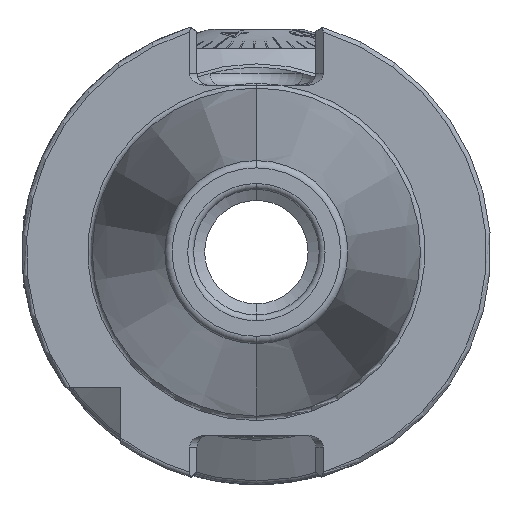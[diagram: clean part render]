
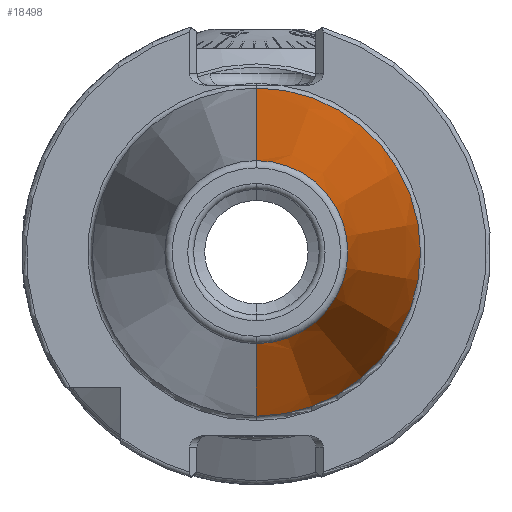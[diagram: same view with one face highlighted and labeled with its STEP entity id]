
A CAD part, left-side view. The second image highlights one B-rep face of the part: STEP entity #18498.
In plain terms, the highlighted conical face has half-angle 8.297 degrees and reference radius 22.225 mm.
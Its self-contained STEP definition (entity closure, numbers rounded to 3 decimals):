
#622 = CIRCLE ( 'NONE', #9263, 22.225 ) ;
#1576 = CARTESIAN_POINT ( 'NONE',  ( 0., 0., -22.225 ) ) ;
#2404 = CONICAL_SURFACE ( 'NONE', #23533, 22.225, 0.145 ) ;
#3352 = VERTEX_POINT ( 'NONE', #8745 ) ;
#3371 = DIRECTION ( 'NONE',  ( -1., 0., 0. ) ) ;
#3727 = VECTOR ( 'NONE', #12388, 1000. ) ;
#5809 = CARTESIAN_POINT ( 'NONE',  ( 0., 0., -22.225 ) ) ;
#6439 = VECTOR ( 'NONE', #29681, 1000. ) ;
#6478 = CARTESIAN_POINT ( 'NONE',  ( -67.394, 0., 0. ) ) ;
#6892 = EDGE_CURVE ( 'NONE', #34242, #38595, #12412, .T. ) ;
#7055 = EDGE_CURVE ( 'NONE', #38595, #32066, #622, .T. ) ;
#8745 = CARTESIAN_POINT ( 'NONE',  ( -67.394, 0., 12.397 ) ) ;
#9263 = AXIS2_PLACEMENT_3D ( 'NONE', #22988, #3371, #26260 ) ;
#9783 = DIRECTION ( 'NONE',  ( 0., 0., 1. ) ) ;
#10333 = ORIENTED_EDGE ( 'NONE', *, *, #6892, .T. ) ;
#10570 = ORIENTED_EDGE ( 'NONE', *, *, #20750, .F. ) ;
#11770 = EDGE_LOOP ( 'NONE', ( #10570, #26242, #10333, #12076 ) ) ;
#12076 = ORIENTED_EDGE ( 'NONE', *, *, #7055, .T. ) ;
#12309 = CARTESIAN_POINT ( 'NONE',  ( 0., 0., 0. ) ) ;
#12388 = DIRECTION ( 'NONE',  ( 0.99, 0., -0.144 ) ) ;
#12412 = LINE ( 'NONE', #5809, #3727 ) ;
#13107 = AXIS2_PLACEMENT_3D ( 'NONE', #6478, #29405, #9783 ) ;
#13769 = CARTESIAN_POINT ( 'NONE',  ( -67.394, 0., -12.397 ) ) ;
#15641 = DIRECTION ( 'NONE',  ( 1., 0., 0. ) ) ;
#15785 = CARTESIAN_POINT ( 'NONE',  ( 0., 0., 22.225 ) ) ;
#18498 = ADVANCED_FACE ( 'NONE', ( #20877 ), #2404, .T. ) ;
#20250 = CIRCLE ( 'NONE', #13107, 12.397 ) ;
#20750 = EDGE_CURVE ( 'NONE', #3352, #32066, #23884, .T. ) ;
#20877 = FACE_OUTER_BOUND ( 'NONE', #11770, .T. ) ;
#22988 = CARTESIAN_POINT ( 'NONE',  ( 0., 0., 0. ) ) ;
#23533 = AXIS2_PLACEMENT_3D ( 'NONE', #12309, #15641, #38620 ) ;
#23884 = LINE ( 'NONE', #26528, #6439 ) ;
#26242 = ORIENTED_EDGE ( 'NONE', *, *, #30722, .F. ) ;
#26260 = DIRECTION ( 'NONE',  ( 0., 0., 1. ) ) ;
#26528 = CARTESIAN_POINT ( 'NONE',  ( 0., 0., 22.225 ) ) ;
#29405 = DIRECTION ( 'NONE',  ( -1., 0., 0. ) ) ;
#29681 = DIRECTION ( 'NONE',  ( 0.99, 0., 0.144 ) ) ;
#30722 = EDGE_CURVE ( 'NONE', #34242, #3352, #20250, .T. ) ;
#32066 = VERTEX_POINT ( 'NONE', #15785 ) ;
#34242 = VERTEX_POINT ( 'NONE', #13769 ) ;
#38595 = VERTEX_POINT ( 'NONE', #1576 ) ;
#38620 = DIRECTION ( 'NONE',  ( 0., 0., -1. ) ) ;
